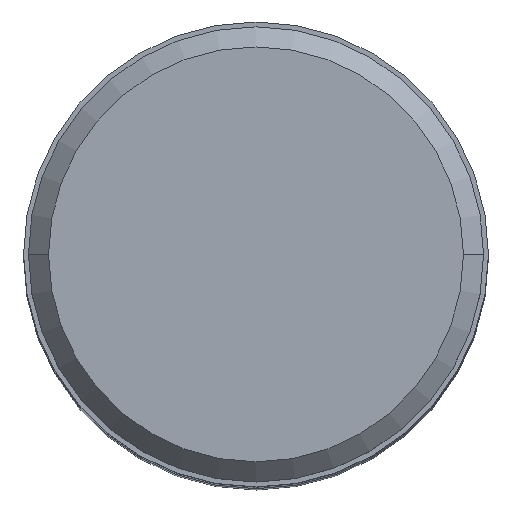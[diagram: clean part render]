
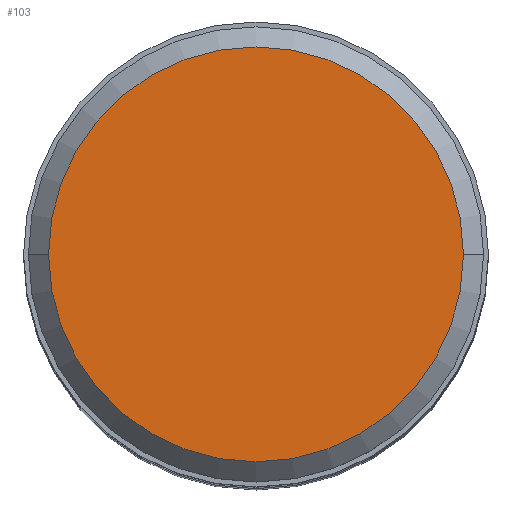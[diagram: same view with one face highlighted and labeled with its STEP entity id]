
A CAD part, top view. The second image highlights one B-rep face of the part: STEP entity #103.
In plain terms, the highlighted planar face has unit normal (0, 0, 1).
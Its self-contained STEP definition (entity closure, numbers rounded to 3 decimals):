
#44=PLANE('',#941);
#103=ADVANCED_FACE('',(#168),#44,.F.);
#168=FACE_OUTER_BOUND('',#220,.T.);
#220=EDGE_LOOP('',(#332,#333));
#332=ORIENTED_EDGE('',*,*,#558,.T.);
#333=ORIENTED_EDGE('',*,*,#559,.T.);
#482=VERTEX_POINT('',#1426);
#483=VERTEX_POINT('',#1427);
#558=EDGE_CURVE('',#482,#483,#663,.T.);
#559=EDGE_CURVE('',#483,#482,#664,.T.);
#663=CIRCLE('',#939,22.665);
#664=CIRCLE('',#940,22.665);
#939=AXIS2_PLACEMENT_3D('',#1425,#1157,#1158);
#940=AXIS2_PLACEMENT_3D('',#1428,#1159,#1160);
#941=AXIS2_PLACEMENT_3D('',#1429,#1161,#1162);
#1157=DIRECTION('',(0.,0.,1.));
#1158=DIRECTION('',(1.,0.,0.));
#1159=DIRECTION('',(0.,0.,1.));
#1160=DIRECTION('',(-1.,0.,0.));
#1161=DIRECTION('',(0.,0.,-1.));
#1162=DIRECTION('',(1.,0.,0.));
#1425=CARTESIAN_POINT('',(0.,0.,43.66));
#1426=CARTESIAN_POINT('',(22.665,0.,43.66));
#1427=CARTESIAN_POINT('',(-22.665,0.,43.66));
#1428=CARTESIAN_POINT('',(0.,0.,43.66));
#1429=CARTESIAN_POINT('',(0.,0.,43.66));
